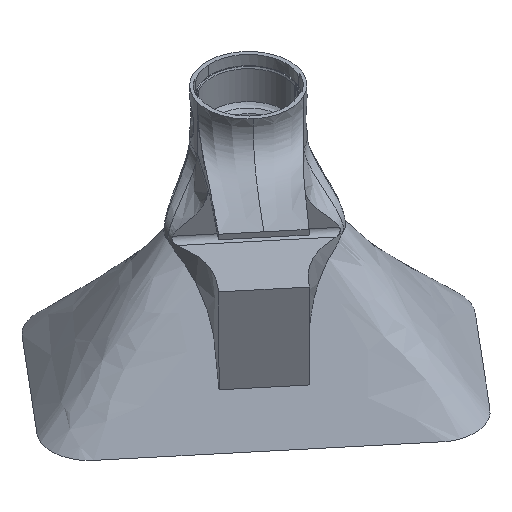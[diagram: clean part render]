
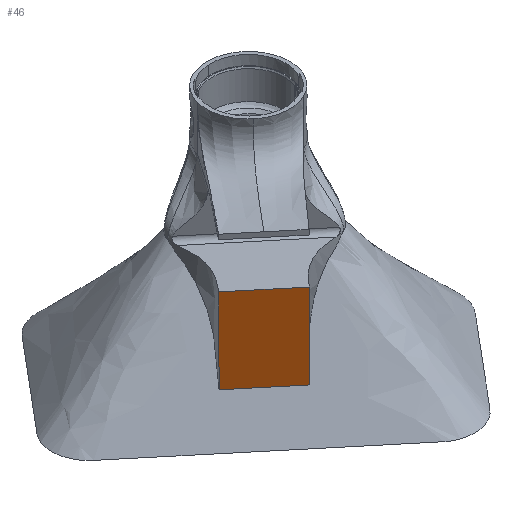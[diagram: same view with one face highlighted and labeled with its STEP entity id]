
A CAD part, isometric view. The second image highlights one B-rep face of the part: STEP entity #46.
In plain terms, the highlighted planar face has unit normal (-0.643, -0.766, 0.003).
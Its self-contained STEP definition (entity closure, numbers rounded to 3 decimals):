
#46=ADVANCED_FACE('',(#140),#1485,.T.);
#140=FACE_OUTER_BOUND('',#236,.T.);
#236=EDGE_LOOP('',(#455,#456,#457,#458));
#455=ORIENTED_EDGE('',*,*,#866,.F.);
#456=ORIENTED_EDGE('',*,*,#882,.T.);
#457=ORIENTED_EDGE('',*,*,#873,.F.);
#458=ORIENTED_EDGE('',*,*,#860,.F.);
#860=EDGE_CURVE('',#1333,#1334,#1079,.T.);
#866=EDGE_CURVE('',#1337,#1333,#1085,.T.);
#873=EDGE_CURVE('',#1334,#1338,#1091,.T.);
#882=EDGE_CURVE('',#1337,#1338,#1098,.T.);
#1079=B_SPLINE_CURVE_WITH_KNOTS('',3,(#18335,#18336,#18337,#18338,#18339,
#18340,#18341,#18342,#18343,#18344,#18345,#18346,#18347,#18348,#18349,#18350,
#18351),.UNSPECIFIED.,.F.,.F.,(4,1,1,1,1,1,1,1,1,1,1,1,1,1,4),(-194.032,
-192.365,-190.128,-187.892,-185.655,
-183.418,-181.181,-178.944,-176.707,
-174.47,-172.234,-169.997,-167.76,
-165.523,-163.856),.UNSPECIFIED.);
#1085=B_SPLINE_CURVE_WITH_KNOTS('',1,(#18454,#18455),.UNSPECIFIED.,.F.,
 .F.,(2,2),(0.,52.632),.UNSPECIFIED.);
#1091=B_SPLINE_CURVE_WITH_KNOTS('',1,(#18670,#18671),.UNSPECIFIED.,.F.,
 .F.,(2,2),(-52.632,0.),.UNSPECIFIED.);
#1098=B_SPLINE_CURVE_WITH_KNOTS('',1,(#18726,#18727),.UNSPECIFIED.,.F.,
 .F.,(2,2),(-99.68,-59.68),.UNSPECIFIED.);
#1333=VERTEX_POINT('',#17597);
#1334=VERTEX_POINT('',#17598);
#1337=VERTEX_POINT('',#17601);
#1338=VERTEX_POINT('',#17602);
#1485=PLANE('',#1631);
#1631=AXIS2_PLACEMENT_3D('',#3823,#1677,$);
#1677=DIRECTION('',(-0.643,-0.766,0.003));
#3823=CARTESIAN_POINT('',(-237.383,497.234,-27.013));
#17597=CARTESIAN_POINT('',(-237.35,497.015,-79.644));
#17598=CARTESIAN_POINT('',(-267.998,522.719,-79.771));
#17601=CARTESIAN_POINT('',(-237.383,497.234,-27.013));
#17602=CARTESIAN_POINT('',(-268.03,522.938,-27.139));
#18335=CARTESIAN_POINT('',(-237.35,497.015,-79.644));
#18336=CARTESIAN_POINT('',(-237.915,497.488,-79.647));
#18337=CARTESIAN_POINT('',(-239.236,498.596,-79.652));
#18338=CARTESIAN_POINT('',(-241.315,500.34,-79.661));
#18339=CARTESIAN_POINT('',(-243.587,502.245,-79.67));
#18340=CARTESIAN_POINT('',(-245.859,504.151,-79.679));
#18341=CARTESIAN_POINT('',(-248.13,506.056,-79.689));
#18342=CARTESIAN_POINT('',(-250.402,507.961,-79.698));
#18343=CARTESIAN_POINT('',(-252.674,509.867,-79.708));
#18344=CARTESIAN_POINT('',(-254.946,511.772,-79.717));
#18345=CARTESIAN_POINT('',(-257.218,513.678,-79.726));
#18346=CARTESIAN_POINT('',(-259.49,515.583,-79.736));
#18347=CARTESIAN_POINT('',(-261.761,517.488,-79.745));
#18348=CARTESIAN_POINT('',(-264.033,519.394,-79.754));
#18349=CARTESIAN_POINT('',(-266.112,521.137,-79.763));
#18350=CARTESIAN_POINT('',(-267.434,522.246,-79.768));
#18351=CARTESIAN_POINT('',(-267.998,522.719,-79.771));
#18454=CARTESIAN_POINT('',(-237.383,497.234,-27.013));
#18455=CARTESIAN_POINT('',(-237.35,497.015,-79.644));
#18670=CARTESIAN_POINT('',(-267.998,522.719,-79.771));
#18671=CARTESIAN_POINT('',(-268.03,522.938,-27.139));
#18726=CARTESIAN_POINT('',(-237.383,497.234,-27.013));
#18727=CARTESIAN_POINT('',(-268.03,522.938,-27.139));
